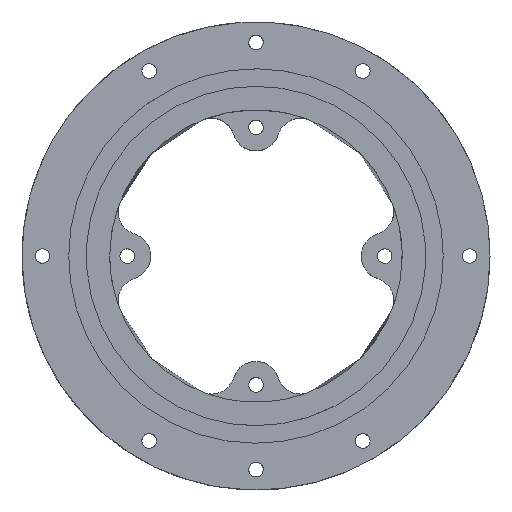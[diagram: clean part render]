
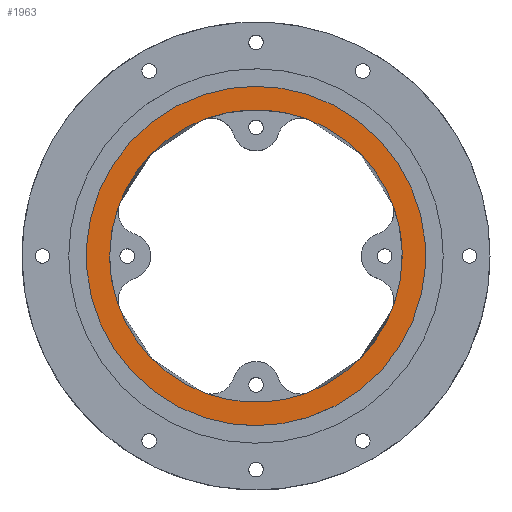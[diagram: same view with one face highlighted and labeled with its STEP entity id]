
A CAD part, top view. The second image highlights one B-rep face of the part: STEP entity #1963.
In plain terms, the highlighted free-form (B-spline) face has degree [1, 1] with [2, 2] control points.
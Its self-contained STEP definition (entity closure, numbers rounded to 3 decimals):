
#674 = EDGE_CURVE('',#675,#677,#679,.T.);
#675 = VERTEX_POINT('',#676);
#676 = CARTESIAN_POINT('',(70.485,16.815,41.));
#677 = VERTEX_POINT('',#678);
#678 = CARTESIAN_POINT('',(20.485,16.815,41.));
#679 = ( BOUNDED_CURVE() B_SPLINE_CURVE(2,(#680,#681,#682,#683,#684),
.UNSPECIFIED.,.F.,.F.) B_SPLINE_CURVE_WITH_KNOTS((3,2,3),(0.,
1.571,3.142),.UNSPECIFIED.) CURVE() 
GEOMETRIC_REPRESENTATION_ITEM() RATIONAL_B_SPLINE_CURVE((1.,
0.707,1.,0.707,1.)) REPRESENTATION_ITEM('') );
#680 = CARTESIAN_POINT('',(70.485,16.815,41.));
#681 = CARTESIAN_POINT('',(70.485,-8.185,41.));
#682 = CARTESIAN_POINT('',(45.485,-8.185,41.));
#683 = CARTESIAN_POINT('',(20.485,-8.185,41.));
#684 = CARTESIAN_POINT('',(20.485,16.815,41.));
#686 = EDGE_CURVE('',#677,#675,#687,.T.);
#687 = ( BOUNDED_CURVE() B_SPLINE_CURVE(2,(#688,#689,#690,#691,#692),
.UNSPECIFIED.,.F.,.F.) B_SPLINE_CURVE_WITH_KNOTS((3,2,3),(3.142,
4.712,6.283),.PIECEWISE_BEZIER_KNOTS.) CURVE() 
GEOMETRIC_REPRESENTATION_ITEM() RATIONAL_B_SPLINE_CURVE((1.,
0.707,1.,0.707,1.)) REPRESENTATION_ITEM('') );
#688 = CARTESIAN_POINT('',(20.485,16.815,41.));
#689 = CARTESIAN_POINT('',(20.485,41.815,41.));
#690 = CARTESIAN_POINT('',(45.485,41.815,41.));
#691 = CARTESIAN_POINT('',(70.485,41.815,41.));
#692 = CARTESIAN_POINT('',(70.485,16.815,41.));
#1830 = VERTEX_POINT('',#1831);
#1831 = CARTESIAN_POINT('',(45.485,45.815,41.));
#1836 = EDGE_CURVE('',#1837,#1830,#1839,.T.);
#1837 = VERTEX_POINT('',#1838);
#1838 = CARTESIAN_POINT('',(45.485,-12.185,41.));
#1839 = ( BOUNDED_CURVE() B_SPLINE_CURVE(2,(#1840,#1841,#1842,#1843,
#1844),.UNSPECIFIED.,.F.,.F.) B_SPLINE_CURVE_WITH_KNOTS((3,2,3),(0.,
1.571,3.142),.UNSPECIFIED.) CURVE() 
GEOMETRIC_REPRESENTATION_ITEM() RATIONAL_B_SPLINE_CURVE((1.,
0.707,1.,0.707,1.)) REPRESENTATION_ITEM('') );
#1840 = CARTESIAN_POINT('',(45.485,-12.185,41.));
#1841 = CARTESIAN_POINT('',(74.485,-12.185,41.));
#1842 = CARTESIAN_POINT('',(74.485,16.815,41.));
#1843 = CARTESIAN_POINT('',(74.485,45.815,41.));
#1844 = CARTESIAN_POINT('',(45.485,45.815,41.));
#1846 = EDGE_CURVE('',#1830,#1837,#1847,.T.);
#1847 = ( BOUNDED_CURVE() B_SPLINE_CURVE(2,(#1848,#1849,#1850,#1851,
#1852),.UNSPECIFIED.,.F.,.F.) B_SPLINE_CURVE_WITH_KNOTS((3,2,3),(
    3.142,4.712,6.283),
.PIECEWISE_BEZIER_KNOTS.) CURVE() GEOMETRIC_REPRESENTATION_ITEM() 
RATIONAL_B_SPLINE_CURVE((1.,0.707,1.,0.707,1.)) 
REPRESENTATION_ITEM('') );
#1848 = CARTESIAN_POINT('',(45.485,45.815,41.));
#1849 = CARTESIAN_POINT('',(16.485,45.815,41.));
#1850 = CARTESIAN_POINT('',(16.485,16.815,41.));
#1851 = CARTESIAN_POINT('',(16.485,-12.185,41.));
#1852 = CARTESIAN_POINT('',(45.485,-12.185,41.));
#1963 = ADVANCED_FACE('',(#1964,#1968),#1972,.T.);
#1964 = FACE_BOUND('',#1965,.T.);
#1965 = EDGE_LOOP('',(#1966,#1967));
#1966 = ORIENTED_EDGE('',*,*,#1836,.T.);
#1967 = ORIENTED_EDGE('',*,*,#1846,.T.);
#1968 = FACE_BOUND('',#1969,.T.);
#1969 = EDGE_LOOP('',(#1970,#1971));
#1970 = ORIENTED_EDGE('',*,*,#674,.T.);
#1971 = ORIENTED_EDGE('',*,*,#686,.T.);
#1972 = B_SPLINE_SURFACE_WITH_KNOTS('',1,1,(
    (#1973,#1974)
    ,(#1975,#1976
    )),.UNSPECIFIED.,.F.,.F.,.F.,(2,2),(2,2),(-29.001,29.001),(-29.001,
    29.001),.PIECEWISE_BEZIER_KNOTS.);
#1973 = CARTESIAN_POINT('',(74.486,45.816,41.));
#1974 = CARTESIAN_POINT('',(74.486,-12.186,41.));
#1975 = CARTESIAN_POINT('',(16.484,45.816,41.));
#1976 = CARTESIAN_POINT('',(16.484,-12.186,41.));
